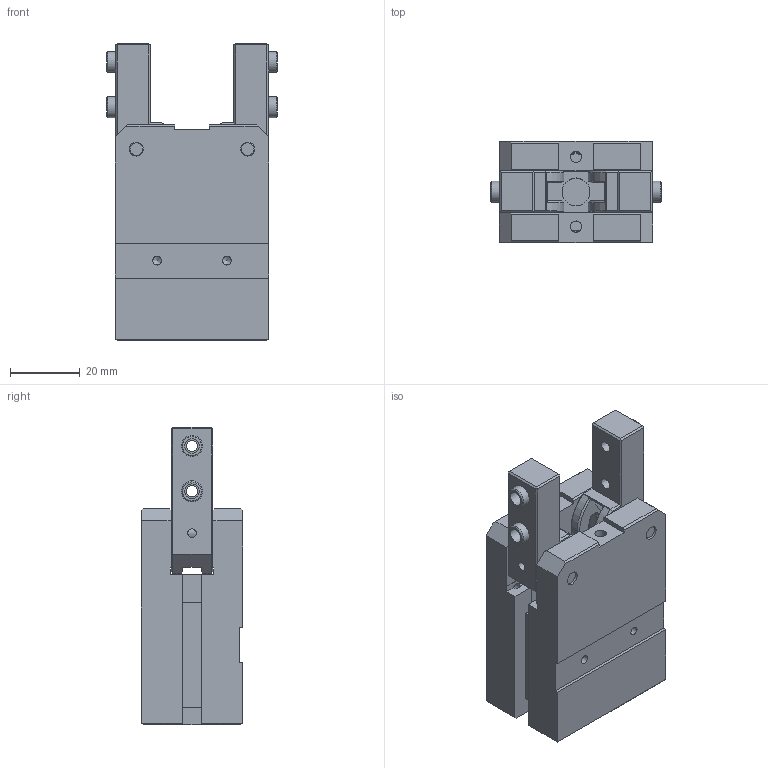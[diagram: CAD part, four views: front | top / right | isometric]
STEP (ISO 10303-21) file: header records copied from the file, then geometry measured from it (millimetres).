
FILE_DESCRIPTION(/* description */ (''),/* implementation_level */ '2;1');
FILE_NAME(/* name */ 'GPR 44.stp',/* time_stamp */ '2024-01-26T15:49:31+01:00',/* author */ ('Tecnico 2'),/* organization */ (''),/* preprocessor_version */ 'ST-DEVELOPER v19.2',/* originating_system */ 'Autodesk Inventor 2023',/* authorisation */ '');
FILE_SCHEMA (('AUTOMOTIVE_DESIGN { 1 0 10303 214 3 1 1 }'));
Length unit declared in the file: millimetre
Products named in the file (6): GPR 20; DIN 913 - M3 x 5 Acciaio, Dolce; BOCCOLA 6H7L5; PGC-20-SPINA CORTA; GPR-44-GRIFFA; Corpo_1
Assembly tree (11 placements, depth 2):
  GPR 20
    DIN 913 - M3 x 5 Acciaio, Dolce  x2
    BOCCOLA 6H7L5  x4
    PGC-20-SPINA CORTA  x2
    GPR-44-GRIFFA  x2
    Corpo_1
Bounding box: 49 x 29 x 85.4 mm (x, y, z)
Volume: 71537.6 mm3; surface area: 24338.7 mm2
Topology: 11 solids, 11 shells, 371 faces, 906 edges, 542 vertices
Faces by surface type: plane 208, cone 89, cylinder 74
Full cylindrical faces by diameter (mm): 1.9 x1, 2.459 x2, 2.5 x2, 3 x3, 3.242 x4, 3.3 x10, 4 x12, 4.2 x5, 6 x8, 8 x1, 22 x1
Entity records: 7489 total; most frequent: CARTESIAN_POINT 1334, DIRECTION 1238, ORIENTED_EDGE 1188, EDGE_CURVE 594, LINE 448, VECTOR 448, AXIS2_PLACEMENT_3D 395, VERTEX_POINT 380
